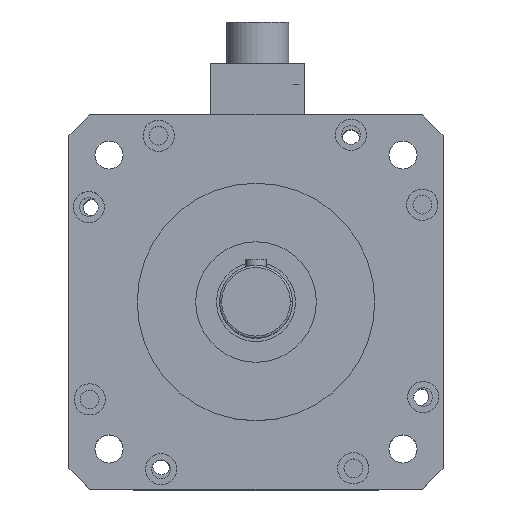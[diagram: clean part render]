
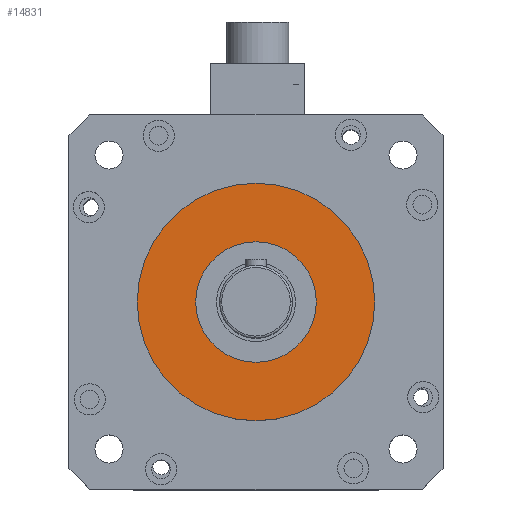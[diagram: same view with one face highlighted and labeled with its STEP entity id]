
A CAD part, top view. The second image highlights one B-rep face of the part: STEP entity #14831.
In plain terms, the highlighted planar face has unit normal (0, 0, 1).
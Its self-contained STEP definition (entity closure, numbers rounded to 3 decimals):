
#888 = CARTESIAN_POINT ( 'NONE',  ( 57.15, 0., 163.2 ) ) ;
#1259 = DIRECTION ( 'NONE',  ( 1., 0., 0. ) ) ;
#1337 = AXIS2_PLACEMENT_3D ( 'NONE', #5114, #3840, #9847 ) ;
#1456 = EDGE_CURVE ( 'NONE', #10336, #8984, #14716, .T. ) ;
#1884 = EDGE_CURVE ( 'NONE', #10183, #7707, #17155, .T. ) ;
#2062 = AXIS2_PLACEMENT_3D ( 'NONE', #5307, #8249, #17336 ) ;
#2317 = CIRCLE ( 'NONE', #8916, 29. ) ;
#2800 = CARTESIAN_POINT ( 'NONE',  ( -57.15, 0., 163.2 ) ) ;
#3537 = CARTESIAN_POINT ( 'NONE',  ( 0., 0., 163.2 ) ) ;
#3551 = FACE_OUTER_BOUND ( 'NONE', #7899, .T. ) ;
#3639 = DIRECTION ( 'NONE',  ( -1., 0., 0. ) ) ;
#3840 = DIRECTION ( 'NONE',  ( 0., 0., 1. ) ) ;
#5114 = CARTESIAN_POINT ( 'NONE',  ( 57.15, 0., 163.2 ) ) ;
#5307 = CARTESIAN_POINT ( 'NONE',  ( 0., 0., 163.2 ) ) ;
#7133 = CARTESIAN_POINT ( 'NONE',  ( 29., 0., 163.2 ) ) ;
#7646 = AXIS2_PLACEMENT_3D ( 'NONE', #3537, #18709, #3639 ) ;
#7707 = VERTEX_POINT ( 'NONE', #888 ) ;
#7899 = EDGE_LOOP ( 'NONE', ( #10663, #16196 ) ) ;
#8249 = DIRECTION ( 'NONE',  ( 0., 0., -1. ) ) ;
#8369 = DIRECTION ( 'NONE',  ( 0., 0., 1. ) ) ;
#8722 = AXIS2_PLACEMENT_3D ( 'NONE', #9952, #8369, #14591 ) ;
#8916 = AXIS2_PLACEMENT_3D ( 'NONE', #14564, #17617, #1259 ) ;
#8984 = VERTEX_POINT ( 'NONE', #7133 ) ;
#9847 = DIRECTION ( 'NONE',  ( 1., 0., 0. ) ) ;
#9952 = CARTESIAN_POINT ( 'NONE',  ( 0., 0., 163.2 ) ) ;
#10183 = VERTEX_POINT ( 'NONE', #2800 ) ;
#10336 = VERTEX_POINT ( 'NONE', #12353 ) ;
#10399 = ORIENTED_EDGE ( 'NONE', *, *, #16941, .F. ) ;
#10663 = ORIENTED_EDGE ( 'NONE', *, *, #1884, .F. ) ;
#11448 = CIRCLE ( 'NONE', #7646, 57.15 ) ;
#12146 = EDGE_LOOP ( 'NONE', ( #10399, #12270 ) ) ;
#12270 = ORIENTED_EDGE ( 'NONE', *, *, #1456, .F. ) ;
#12353 = CARTESIAN_POINT ( 'NONE',  ( -29., 0., 163.2 ) ) ;
#14564 = CARTESIAN_POINT ( 'NONE',  ( 0., 0., 163.2 ) ) ;
#14591 = DIRECTION ( 'NONE',  ( 1., 0., 0. ) ) ;
#14716 = CIRCLE ( 'NONE', #8722, 29. ) ;
#14831 = ADVANCED_FACE ( 'NONE', ( #3551, #16947 ), #18820, .T. ) ;
#16196 = ORIENTED_EDGE ( 'NONE', *, *, #16852, .F. ) ;
#16852 = EDGE_CURVE ( 'NONE', #7707, #10183, #11448, .T. ) ;
#16941 = EDGE_CURVE ( 'NONE', #8984, #10336, #2317, .T. ) ;
#16947 = FACE_BOUND ( 'NONE', #12146, .T. ) ;
#17155 = CIRCLE ( 'NONE', #2062, 57.15 ) ;
#17336 = DIRECTION ( 'NONE',  ( -1., 0., 0. ) ) ;
#17617 = DIRECTION ( 'NONE',  ( 0., 0., 1. ) ) ;
#18709 = DIRECTION ( 'NONE',  ( 0., 0., -1. ) ) ;
#18820 = PLANE ( 'NONE',  #1337 ) ;
